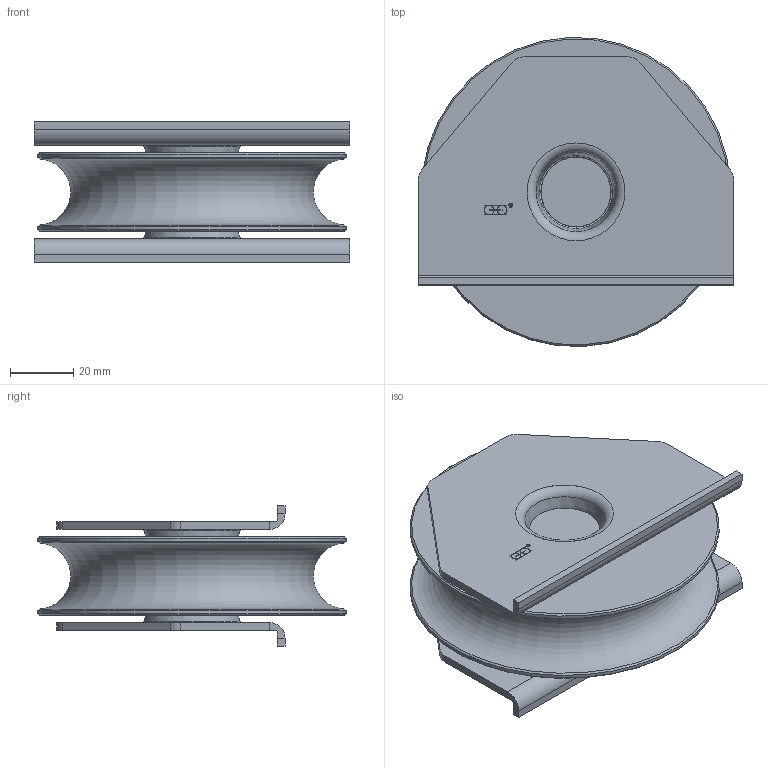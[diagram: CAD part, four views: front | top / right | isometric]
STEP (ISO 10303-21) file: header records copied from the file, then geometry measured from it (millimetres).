
FILE_DESCRIPTION(/* description */ (''),/* implementation_level */ '2;1');
FILE_NAME(/* name */ '23101R21.stp',/* time_stamp */ '2019-08-12T09:35:13+02:00',/* author */ ('DOMINIQUE'),/* organization */ (''),/* preprocessor_version */ 'ST-DEVELOPER v17.2',/* originating_system */ 'Autodesk Inventor 2019',/* authorisation */ '');
FILE_SCHEMA (('AUTOMOTIVE_DESIGN { 1 0 10303 214 3 1 1 }'));
Length unit declared in the file: millimetre
Products named in the file (1): 23101R21
Bounding box: 100 x 97.88 x 44.5 mm (x, y, z)
Volume: 151998.1 mm3; surface area: 63063.7 mm2
Topology: 7 solids, 7 shells, 221 faces, 564 edges, 382 vertices
Faces by surface type: plane 125, cylinder 55, torus 25, cone 12, sphere 4
Full cylindrical faces by diameter (mm): 1.151 x2, 1.25 x2, 13.5 x1, 16.9 x1, 17 x1, 17.2 x2, 22 x1, 23.9 x2, 31 x2, 33.1 x2, 36.5 x1, 40 x2, 40.4 x1, 45 x1, 98 x2
Entity records: 7128 total; most frequent: DIRECTION 1253, CARTESIAN_POINT 1183, ORIENTED_EDGE 1126, EDGE_CURVE 563, AXIS2_PLACEMENT_3D 468, VERTEX_POINT 398, LINE 317, VECTOR 317
